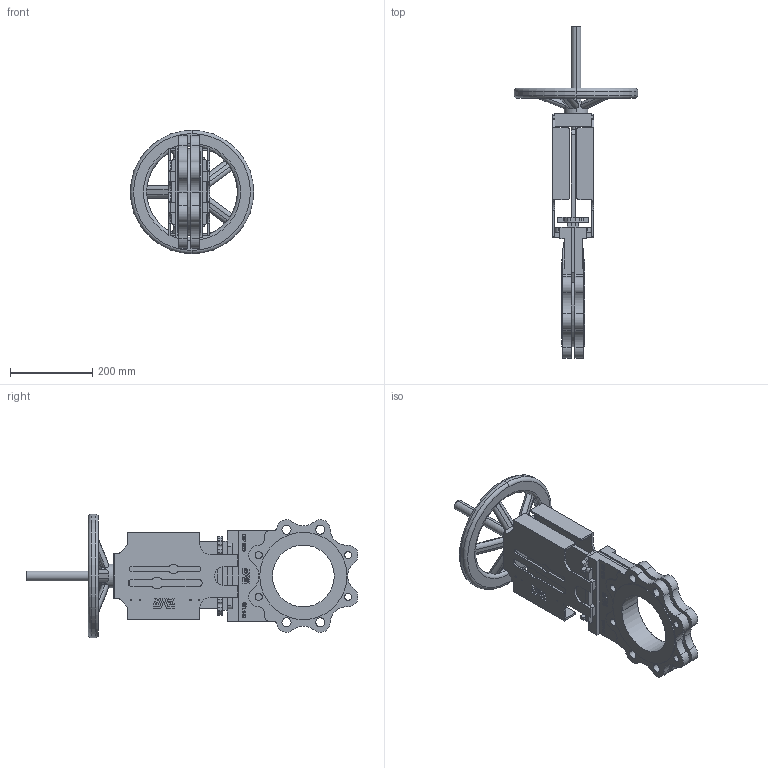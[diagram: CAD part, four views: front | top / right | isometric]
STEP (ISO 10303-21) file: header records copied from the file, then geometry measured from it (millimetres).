
FILE_DESCRIPTION (( 'STEP AP203' ), '1' );
FILE_NAME ('70215020034.STEP', '2017-03-22T15:36:03', ( '' ), ( '' ), 'SwSTEP 2.0', 'SolidWorks 2016', '' );
FILE_SCHEMA (( 'CONFIG_CONTROL_DESIGN' ));
Products named in the file (1): 70215020034
Bounding box: 300 x 806.7 x 300 mm (x, y, z)
Volume: 5066829.2 mm3; surface area: 757800.5 mm2
Topology: 1 solids, 3 shells, 1154 faces, 3289 edges, 2169 vertices
Faces by surface type: plane 548, cylinder 429, bspline 162, torus 12, cone 3
Entity records: 48724 total; most frequent: CARTESIAN_POINT 18967, ORIENTED_EDGE 6550, DIRECTION 5726, EDGE_CURVE 3275, VERTEX_POINT 2167, VECTOR 2002, LINE 2002, AXIS2_PLACEMENT_3D 1862
